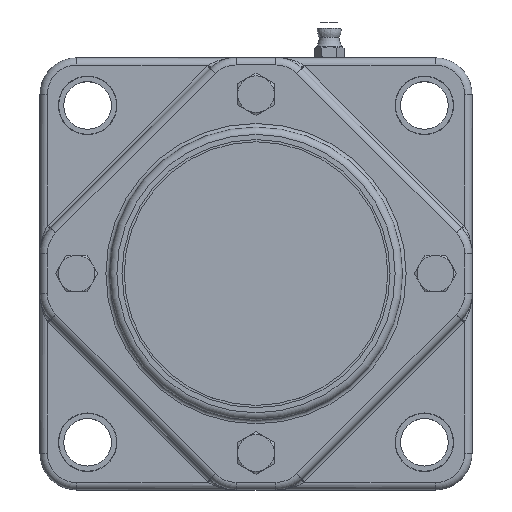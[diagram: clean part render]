
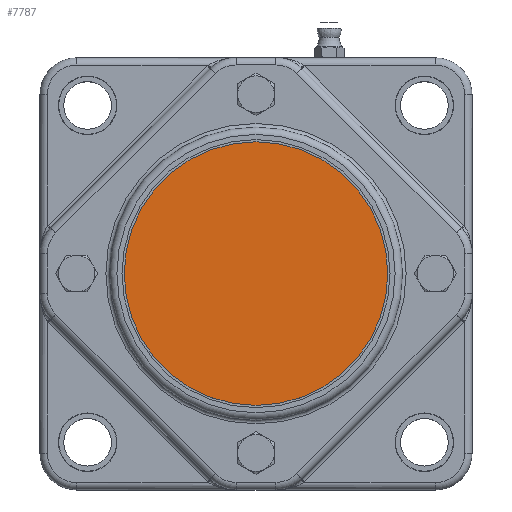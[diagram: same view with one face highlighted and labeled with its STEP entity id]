
A CAD part, top view. The second image highlights one B-rep face of the part: STEP entity #7787.
In plain terms, the highlighted planar face has unit normal (0, 0, 1).
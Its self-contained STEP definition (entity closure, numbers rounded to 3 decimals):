
#522=FACE_OUTER_BOUND('',#2208,.T.);
#1836=PLANE('',#8427);
#2208=EDGE_LOOP('',(#5440));
#2776=CIRCLE('',#8425,36.);
#3366=VERTEX_POINT('',#12560);
#4138=EDGE_CURVE('',#3366,#3366,#2776,.T.);
#5440=ORIENTED_EDGE('',*,*,#4138,.F.);
#7787=ADVANCED_FACE('',(#522),#1836,.T.);
#8425=AXIS2_PLACEMENT_3D('',#12561,#9692,#9693);
#8427=AXIS2_PLACEMENT_3D('',#12565,#9697,#9698);
#9692=DIRECTION('center_axis',(0.,0.,-1.));
#9693=DIRECTION('ref_axis',(-1.,0.,0.));
#9697=DIRECTION('center_axis',(0.,0.,1.));
#9698=DIRECTION('ref_axis',(-1.,0.,0.));
#12560=CARTESIAN_POINT('',(36.,0.,37.2));
#12561=CARTESIAN_POINT('Origin',(0.,0.,37.2));
#12565=CARTESIAN_POINT('Origin',(0.,0.,37.2));
